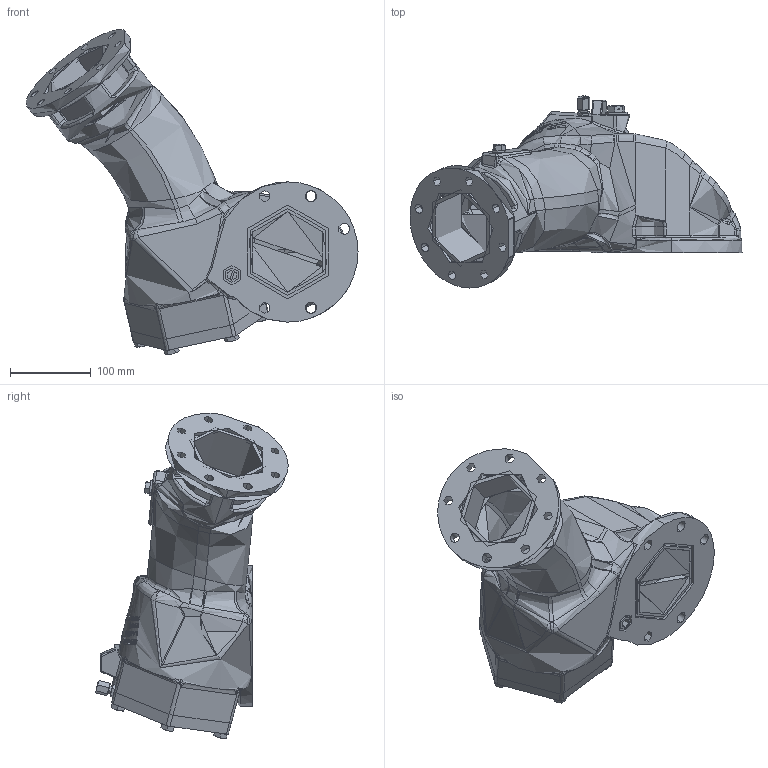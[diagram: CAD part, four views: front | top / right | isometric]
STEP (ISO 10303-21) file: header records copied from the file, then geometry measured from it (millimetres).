
FILE_DESCRIPTION (( 'STEP AP214' ), '1' );
FILE_NAME ('LA100_22766.STEP', '2013-07-15T12:05:05', ( 'Admin2' ), ( '' ), 'SwSTEP 2.0', 'SolidWorks 2010', '' );
FILE_SCHEMA (( 'AUTOMOTIVE_DESIGN' ));
Length unit declared in the file: millimetre
Products named in the file (1): LA100_22766
Bounding box: 411.63 x 238.75 x 403.19 mm (x, y, z)
Surface area: 440155.9 mm2 (no closed solid volume)
Topology: 0 solids, 28 shells, 1104 faces, 3315 edges, 2097 vertices
Faces by surface type: bspline 372, cylinder 312, plane 241, torus 81, cone 64, sphere 34
Entity records: 69013 total; most frequent: CARTESIAN_POINT 31868, ORIENTED_EDGE 5601, DIRECTION 4300, EDGE_CURVE 3262, VERTEX_POINT 2094, AXIS2_PLACEMENT_3D 1760, EDGE_LOOP 1200, UNCERTAINTY_MEASURE_WITH_UNIT 1106
